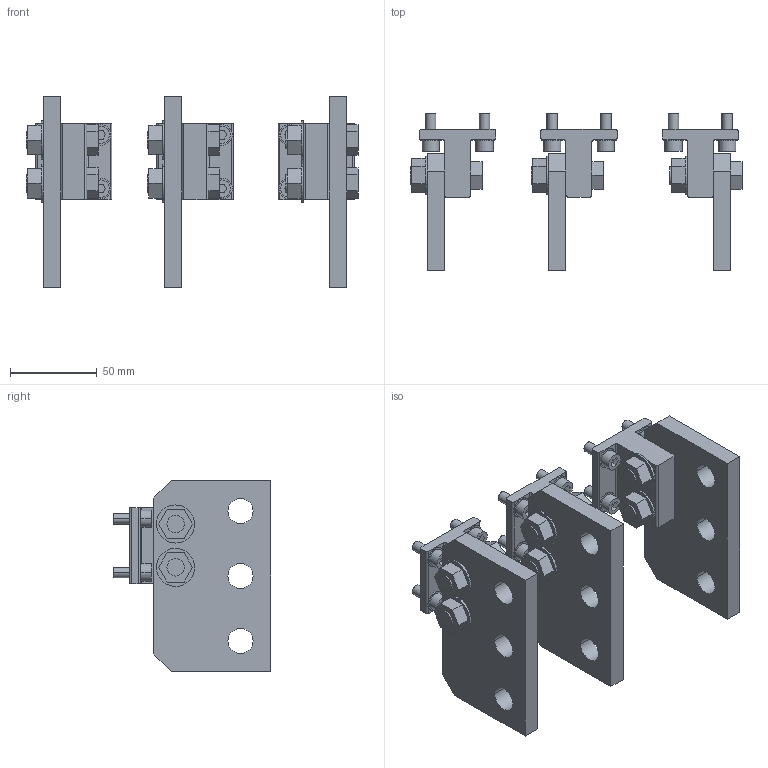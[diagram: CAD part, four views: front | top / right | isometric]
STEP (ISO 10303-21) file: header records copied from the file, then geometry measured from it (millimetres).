
FILE_DESCRIPTION(('CATIA V5 STEP Exchange'),'2;1');
FILE_NAME('1SDH001252R0035_1PA_001_00_E1.2_III_W_TERMINALS_FcCuAl_UPPER.stp','2014-03-06T08:12:06+00:00',('none'),('none'),'CATIA Version 5 Release 20 SP 5 (IN-10)','CATIA V5 STEP AP214','none');
FILE_SCHEMA(('AUTOMOTIVE_DESIGN { 1 0 10303 214 1 1 1 1 }'));
Length unit declared in the file: millimetre
Products named in the file (1): 1SDH001252R0035_1PA_001_00_E1.2_III_W_TERMINALS_FcCuAl_UPPER
Bounding box: 191.58 x 91 x 110 mm (x, y, z)
Volume: 336134 mm3; surface area: 117693.3 mm2
Topology: 48 solids, 48 shells, 546 faces, 1260 edges, 840 vertices
Faces by surface type: plane 312, cylinder 234
Entity records: 14285 total; most frequent: ORIENTED_EDGE 2520, CARTESIAN_POINT 2382, DIRECTION 1822, EDGE_CURVE 1260, VERTEX_POINT 840, VECTOR 792, LINE 792, AXIS2_PLACEMENT_3D 750
